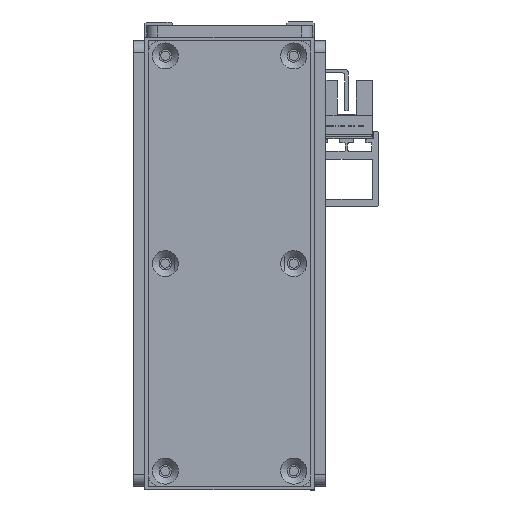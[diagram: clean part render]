
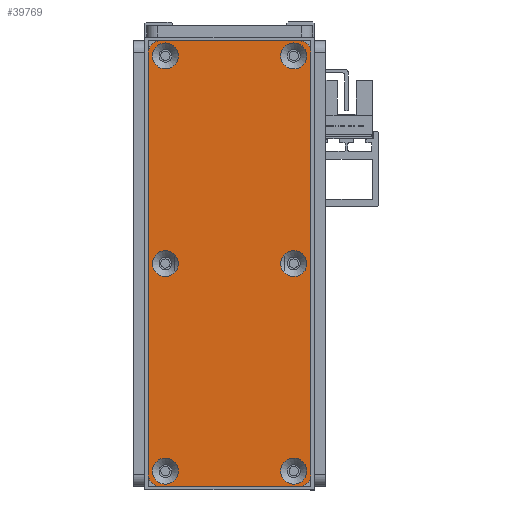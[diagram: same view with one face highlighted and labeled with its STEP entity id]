
A CAD part, front view. The second image highlights one B-rep face of the part: STEP entity #39769.
In plain terms, the highlighted face is planar.
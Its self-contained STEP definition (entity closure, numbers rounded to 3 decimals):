
#562=FACE_BOUND('',#6171,.T.);
#563=FACE_BOUND('',#6172,.T.);
#564=FACE_BOUND('',#6173,.T.);
#565=FACE_BOUND('',#6174,.T.);
#566=FACE_BOUND('',#6175,.T.);
#567=FACE_BOUND('',#6176,.T.);
#1370=PLANE('',#42962);
#3808=FACE_OUTER_BOUND('',#6170,.T.);
#6170=EDGE_LOOP('',(#31986,#31987,#31988,#31989,#31990,#31991,#31992,#31993));
#6171=EDGE_LOOP('',(#31994));
#6172=EDGE_LOOP('',(#31995));
#6173=EDGE_LOOP('',(#31996));
#6174=EDGE_LOOP('',(#31997));
#6175=EDGE_LOOP('',(#31998));
#6176=EDGE_LOOP('',(#31999));
#8999=LINE('',#61595,#13620);
#9003=LINE('',#61607,#13624);
#9007=LINE('',#61619,#13628);
#9011=LINE('',#61629,#13632);
#13620=VECTOR('',#49212,10.);
#13624=VECTOR('',#49224,10.);
#13628=VECTOR('',#49236,10.);
#13632=VECTOR('',#49248,10.);
#17496=CIRCLE('',#42916,3.45);
#17499=CIRCLE('',#42921,3.45);
#17502=CIRCLE('',#42926,3.45);
#17505=CIRCLE('',#42931,3.45);
#17508=CIRCLE('',#42936,3.45);
#17511=CIRCLE('',#42941,3.45);
#17515=CIRCLE('',#42947,3.);
#17517=CIRCLE('',#42951,3.);
#17519=CIRCLE('',#42955,3.);
#17521=CIRCLE('',#42959,3.);
#19289=VERTEX_POINT('',#61523);
#19292=VERTEX_POINT('',#61533);
#19295=VERTEX_POINT('',#61543);
#19298=VERTEX_POINT('',#61553);
#19301=VERTEX_POINT('',#61563);
#19304=VERTEX_POINT('',#61573);
#19309=VERTEX_POINT('',#61586);
#19310=VERTEX_POINT('',#61588);
#19312=VERTEX_POINT('',#61594);
#19314=VERTEX_POINT('',#61600);
#19316=VERTEX_POINT('',#61606);
#19318=VERTEX_POINT('',#61612);
#19320=VERTEX_POINT('',#61618);
#19322=VERTEX_POINT('',#61624);
#23865=EDGE_CURVE('',#19289,#19289,#17496,.T.);
#23870=EDGE_CURVE('',#19292,#19292,#17499,.T.);
#23875=EDGE_CURVE('',#19295,#19295,#17502,.T.);
#23880=EDGE_CURVE('',#19298,#19298,#17505,.T.);
#23885=EDGE_CURVE('',#19301,#19301,#17508,.T.);
#23890=EDGE_CURVE('',#19304,#19304,#17511,.T.);
#23897=EDGE_CURVE('',#19310,#19309,#17515,.T.);
#23900=EDGE_CURVE('',#19312,#19310,#8999,.T.);
#23903=EDGE_CURVE('',#19314,#19312,#17517,.T.);
#23906=EDGE_CURVE('',#19316,#19314,#9003,.T.);
#23909=EDGE_CURVE('',#19318,#19316,#17519,.T.);
#23912=EDGE_CURVE('',#19320,#19318,#9007,.T.);
#23915=EDGE_CURVE('',#19322,#19320,#17521,.T.);
#23918=EDGE_CURVE('',#19309,#19322,#9011,.T.);
#31986=ORIENTED_EDGE('',*,*,#23918,.T.);
#31987=ORIENTED_EDGE('',*,*,#23915,.T.);
#31988=ORIENTED_EDGE('',*,*,#23912,.T.);
#31989=ORIENTED_EDGE('',*,*,#23909,.T.);
#31990=ORIENTED_EDGE('',*,*,#23906,.T.);
#31991=ORIENTED_EDGE('',*,*,#23903,.T.);
#31992=ORIENTED_EDGE('',*,*,#23900,.T.);
#31993=ORIENTED_EDGE('',*,*,#23897,.T.);
#31994=ORIENTED_EDGE('',*,*,#23865,.T.);
#31995=ORIENTED_EDGE('',*,*,#23870,.T.);
#31996=ORIENTED_EDGE('',*,*,#23875,.T.);
#31997=ORIENTED_EDGE('',*,*,#23880,.T.);
#31998=ORIENTED_EDGE('',*,*,#23885,.T.);
#31999=ORIENTED_EDGE('',*,*,#23890,.T.);
#39769=ADVANCED_FACE('',(#3808,#562,#563,#564,#565,#566,#567),#1370,.T.);
#42916=AXIS2_PLACEMENT_3D('',#61524,#49131,#49132);
#42921=AXIS2_PLACEMENT_3D('',#61534,#49143,#49144);
#42926=AXIS2_PLACEMENT_3D('',#61544,#49155,#49156);
#42931=AXIS2_PLACEMENT_3D('',#61554,#49167,#49168);
#42936=AXIS2_PLACEMENT_3D('',#61564,#49179,#49180);
#42941=AXIS2_PLACEMENT_3D('',#61574,#49191,#49192);
#42947=AXIS2_PLACEMENT_3D('',#61589,#49206,#49207);
#42951=AXIS2_PLACEMENT_3D('',#61601,#49218,#49219);
#42955=AXIS2_PLACEMENT_3D('',#61613,#49230,#49231);
#42959=AXIS2_PLACEMENT_3D('',#61625,#49242,#49243);
#42962=AXIS2_PLACEMENT_3D('',#61631,#49251,#49252);
#49131=DIRECTION('center_axis',(0.,0.,-1.));
#49132=DIRECTION('ref_axis',(1.,0.,0.));
#49143=DIRECTION('center_axis',(0.,0.,-1.));
#49144=DIRECTION('ref_axis',(1.,0.,0.));
#49155=DIRECTION('center_axis',(0.,0.,-1.));
#49156=DIRECTION('ref_axis',(1.,0.,0.));
#49167=DIRECTION('center_axis',(0.,0.,-1.));
#49168=DIRECTION('ref_axis',(1.,0.,0.));
#49179=DIRECTION('center_axis',(0.,0.,-1.));
#49180=DIRECTION('ref_axis',(1.,0.,0.));
#49191=DIRECTION('center_axis',(0.,0.,-1.));
#49192=DIRECTION('ref_axis',(1.,0.,0.));
#49206=DIRECTION('center_axis',(0.,0.,1.));
#49207=DIRECTION('ref_axis',(-1.,0.,0.));
#49212=DIRECTION('',(0.,1.,0.));
#49218=DIRECTION('center_axis',(0.,0.,1.));
#49219=DIRECTION('ref_axis',(0.,1.,0.));
#49224=DIRECTION('',(1.,0.,0.));
#49230=DIRECTION('center_axis',(0.,0.,1.));
#49231=DIRECTION('ref_axis',(1.,0.,0.));
#49236=DIRECTION('',(0.,-1.,0.));
#49242=DIRECTION('center_axis',(0.,0.,1.));
#49243=DIRECTION('ref_axis',(0.,-1.,0.));
#49248=DIRECTION('',(-1.,0.,0.));
#49251=DIRECTION('center_axis',(0.,0.,1.));
#49252=DIRECTION('ref_axis',(1.,0.,0.));
#61523=CARTESIAN_POINT('',(110.55,4.5,3.));
#61524=CARTESIAN_POINT('Origin',(114.,4.5,3.));
#61533=CARTESIAN_POINT('',(55.55,38.5,3.));
#61534=CARTESIAN_POINT('Origin',(59.,38.5,3.));
#61543=CARTESIAN_POINT('',(55.55,4.5,3.));
#61544=CARTESIAN_POINT('Origin',(59.,4.5,3.));
#61553=CARTESIAN_POINT('',(0.55,38.5,3.));
#61554=CARTESIAN_POINT('Origin',(4.,38.5,3.));
#61563=CARTESIAN_POINT('',(110.55,38.5,3.));
#61564=CARTESIAN_POINT('Origin',(114.,38.5,3.));
#61573=CARTESIAN_POINT('',(0.55,4.5,3.));
#61574=CARTESIAN_POINT('Origin',(4.,4.5,3.));
#61586=CARTESIAN_POINT('',(115.,43.,3.));
#61588=CARTESIAN_POINT('',(118.,40.,3.));
#61589=CARTESIAN_POINT('Origin',(115.,40.,3.));
#61594=CARTESIAN_POINT('',(118.,3.,3.));
#61595=CARTESIAN_POINT('',(118.,40.,3.));
#61600=CARTESIAN_POINT('',(115.,0.,3.));
#61601=CARTESIAN_POINT('Origin',(115.,3.,3.));
#61606=CARTESIAN_POINT('',(3.,0.,3.));
#61607=CARTESIAN_POINT('',(115.,0.,3.));
#61612=CARTESIAN_POINT('',(0.,3.,3.));
#61613=CARTESIAN_POINT('Origin',(3.,3.,3.));
#61618=CARTESIAN_POINT('',(0.,40.,3.));
#61619=CARTESIAN_POINT('',(0.,3.,3.));
#61624=CARTESIAN_POINT('',(3.,43.,3.));
#61625=CARTESIAN_POINT('Origin',(3.,40.,3.));
#61629=CARTESIAN_POINT('',(3.,43.,3.));
#61631=CARTESIAN_POINT('Origin',(59.,21.5,3.));
